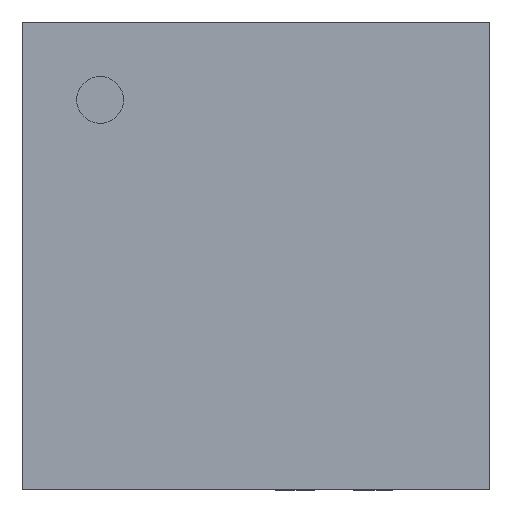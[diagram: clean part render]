
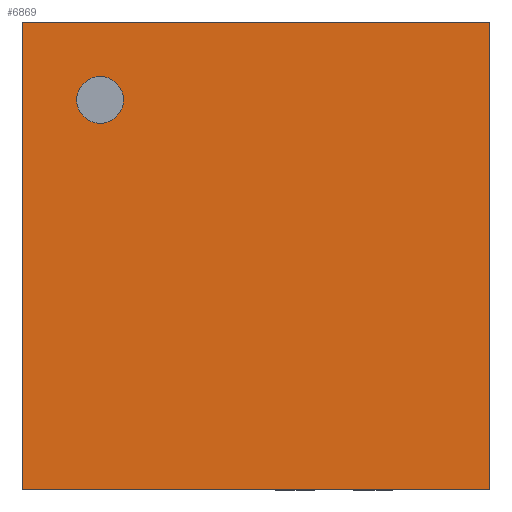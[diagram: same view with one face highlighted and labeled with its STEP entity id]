
A CAD part, top view. The second image highlights one B-rep face of the part: STEP entity #6869.
In plain terms, the highlighted planar face has unit normal (0, 0, 1).
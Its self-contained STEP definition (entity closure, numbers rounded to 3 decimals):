
#35 = EDGE_CURVE ( 'NONE', #1929, #3174, #7207, .T. ) ;
#251 = CARTESIAN_POINT ( 'NONE',  ( -1., 1., 0.875 ) ) ;
#287 = DIRECTION ( 'NONE',  ( 1., 0., 0. ) ) ;
#322 = LINE ( 'NONE', #870, #4711 ) ;
#363 = EDGE_CURVE ( 'NONE', #2090, #1256, #4581, .T. ) ;
#434 = CARTESIAN_POINT ( 'NONE',  ( -1.5, 1.5, 0.875 ) ) ;
#650 = DIRECTION ( 'NONE',  ( 0., 0., -1. ) ) ;
#681 = CARTESIAN_POINT ( 'NONE',  ( -1., 1., 0.875 ) ) ;
#861 = CARTESIAN_POINT ( 'NONE',  ( -1.5, 1.5, 0.875 ) ) ;
#870 = CARTESIAN_POINT ( 'NONE',  ( -1.5, -1.5, 0.875 ) ) ;
#910 = DIRECTION ( 'NONE',  ( -1., 0., 0. ) ) ;
#1102 = ORIENTED_EDGE ( 'NONE', *, *, #4770, .T. ) ;
#1135 = DIRECTION ( 'NONE',  ( -1., 0., 0. ) ) ;
#1256 = VERTEX_POINT ( 'NONE', #5861 ) ;
#1292 = CARTESIAN_POINT ( 'NONE',  ( -1.5, -1.5, 0.875 ) ) ;
#1514 = CARTESIAN_POINT ( 'NONE',  ( -1.15, 1., 0.875 ) ) ;
#1524 = ORIENTED_EDGE ( 'NONE', *, *, #5065, .T. ) ;
#1615 = LINE ( 'NONE', #5081, #4840 ) ;
#1692 = VERTEX_POINT ( 'NONE', #3845 ) ;
#1720 = PLANE ( 'NONE',  #6158 ) ;
#1848 = AXIS2_PLACEMENT_3D ( 'NONE', #251, #3014, #4704 ) ;
#1929 = VERTEX_POINT ( 'NONE', #1514 ) ;
#2090 = VERTEX_POINT ( 'NONE', #861 ) ;
#2347 = DIRECTION ( 'NONE',  ( 1., 0., 0. ) ) ;
#2606 = CIRCLE ( 'NONE', #4589, 0.15 ) ;
#3014 = DIRECTION ( 'NONE',  ( 0., 0., 1. ) ) ;
#3174 = VERTEX_POINT ( 'NONE', #6255 ) ;
#3427 = VECTOR ( 'NONE', #910, 1000. ) ;
#3453 = VECTOR ( 'NONE', #6229, 1000. ) ;
#3845 = CARTESIAN_POINT ( 'NONE',  ( 1.5, -1.5, 0.875 ) ) ;
#3905 = FACE_OUTER_BOUND ( 'NONE', #4924, .T. ) ;
#4581 = LINE ( 'NONE', #1292, #3453 ) ;
#4589 = AXIS2_PLACEMENT_3D ( 'NONE', #681, #4618, #2347 ) ;
#4609 = EDGE_CURVE ( 'NONE', #3174, #1929, #2606, .T. ) ;
#4618 = DIRECTION ( 'NONE',  ( 0., 0., 1. ) ) ;
#4704 = DIRECTION ( 'NONE',  ( 1., 0., 0. ) ) ;
#4711 = VECTOR ( 'NONE', #287, 1000. ) ;
#4770 = EDGE_CURVE ( 'NONE', #1256, #1692, #322, .T. ) ;
#4840 = VECTOR ( 'NONE', #6070, 1000. ) ;
#4867 = VERTEX_POINT ( 'NONE', #5916 ) ;
#4911 = ORIENTED_EDGE ( 'NONE', *, *, #5854, .T. ) ;
#4924 = EDGE_LOOP ( 'NONE', ( #1524, #4911, #6581, #1102 ) ) ;
#5037 = CARTESIAN_POINT ( 'NONE',  ( 0., 0., 0.875 ) ) ;
#5065 = EDGE_CURVE ( 'NONE', #1692, #4867, #1615, .T. ) ;
#5081 = CARTESIAN_POINT ( 'NONE',  ( 1.5, -1.5, 0.875 ) ) ;
#5111 = FACE_BOUND ( 'NONE', #6179, .T. ) ;
#5854 = EDGE_CURVE ( 'NONE', #4867, #2090, #5953, .T. ) ;
#5861 = CARTESIAN_POINT ( 'NONE',  ( -1.5, -1.5, 0.875 ) ) ;
#5916 = CARTESIAN_POINT ( 'NONE',  ( 1.5, 1.5, 0.875 ) ) ;
#5953 = LINE ( 'NONE', #434, #3427 ) ;
#6070 = DIRECTION ( 'NONE',  ( 0., 1., 0. ) ) ;
#6078 = ORIENTED_EDGE ( 'NONE', *, *, #4609, .F. ) ;
#6158 = AXIS2_PLACEMENT_3D ( 'NONE', #5037, #650, #1135 ) ;
#6179 = EDGE_LOOP ( 'NONE', ( #6078, #6929 ) ) ;
#6229 = DIRECTION ( 'NONE',  ( 0., -1., 0. ) ) ;
#6255 = CARTESIAN_POINT ( 'NONE',  ( -0.85, 1., 0.875 ) ) ;
#6581 = ORIENTED_EDGE ( 'NONE', *, *, #363, .T. ) ;
#6869 = ADVANCED_FACE ( 'NONE', ( #5111, #3905 ), #1720, .F. ) ;
#6929 = ORIENTED_EDGE ( 'NONE', *, *, #35, .F. ) ;
#7207 = CIRCLE ( 'NONE', #1848, 0.15 ) ;
